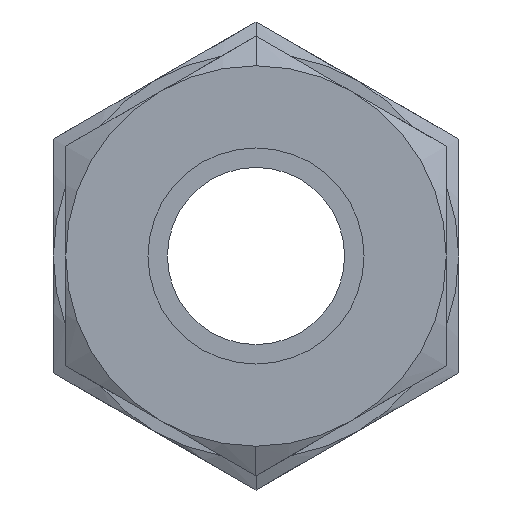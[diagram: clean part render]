
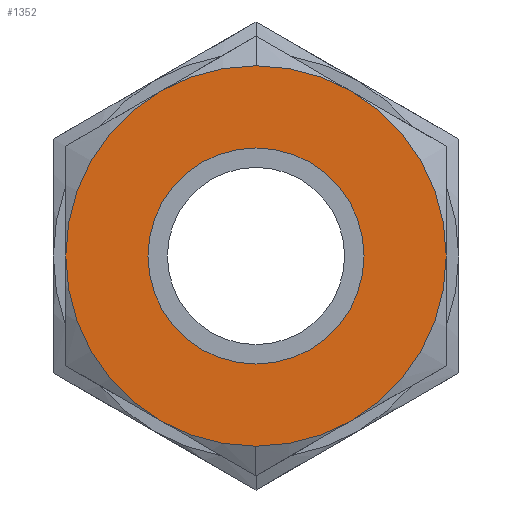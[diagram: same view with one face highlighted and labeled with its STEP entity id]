
A CAD part, left-side view. The second image highlights one B-rep face of the part: STEP entity #1352.
In plain terms, the highlighted planar face has unit normal (-1, 0, 0).
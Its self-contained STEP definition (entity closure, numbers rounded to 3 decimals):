
#1257=CARTESIAN_POINT('POINT77',(0.,0.,
   -6.35));
#1258=VERTEX_POINT('VERTEX77',#1257);
#1265=CARTESIAN_POINT('POINT78',(0.,
   0.,6.35));
#1266=VERTEX_POINT('VERTEX78',#1265);
#1267=CARTESIAN_POINT('POS75',(0.,0.,0.));
#1268=DIRECTION('DIR116',(1.,0.,0.));
#1269=DIRECTION('DIR117',(0.,0.,-1.));
#1270=AXIS2_PLACEMENT_3D('AXIS42',#1267,#1268,#1269);
#1271=CIRCLE('ELLIPSE15',#1270,6.35);
#1272=EDGE_CURVE('EDGE134',#1266,#1258,#1271,.T.);
#1292=EDGE_CURVE('EDGE136',#1258,#1266,#1271,.T.);
#1328=ORIENTED_EDGE('COEDGE273',*,*,#1292,.T.);
#1329=ORIENTED_EDGE('COEDGE274',*,*,#1272,.T.);
#1330=EDGE_LOOP('NONE',(#1328,#1329));
#1331=FACE_BOUND('LOOP1',#1330,.T.);
#1332=CARTESIAN_POINT('POINT81',(0.,0.,
   11.176));
#1333=VERTEX_POINT('VERTEX81',#1332);
#1334=CARTESIAN_POINT('POINT82',(0.,
   0.,-11.176));
#1335=VERTEX_POINT('VERTEX82',#1334);
#1336=CARTESIAN_POINT('POS80',(0.,0.,0.)
   );
#1337=DIRECTION('DIR125',(1.,0.,0.));
#1338=DIRECTION('DIR126',(0.,0.,1.));
#1339=AXIS2_PLACEMENT_3D('AXIS46',#1336,#1337,#1338);
#1340=CIRCLE('ELLIPSE17',#1339,11.176);
#1341=EDGE_CURVE('EDGE139',#1333,#1335,#1340,.T.);
#1342=ORIENTED_EDGE('COEDGE275',*,*,#1341,.F.);
#1343=EDGE_CURVE('EDGE140',#1335,#1333,#1340,.T.);
#1344=ORIENTED_EDGE('COEDGE276',*,*,#1343,.F.);
#1345=EDGE_LOOP('NONE',(#1342,#1344));
#1346=FACE_BOUND('LOOP1',#1345,.T.);
#1347=CARTESIAN_POINT('POS81',(0.,0.,
   5.588));
#1348=DIRECTION('DIR127',(-1.,0.,0.));
#1349=DIRECTION('DIR128',(0.,1.,0.));
#1350=AXIS2_PLACEMENT_3D('AXIS47',#1347,#1348,#1349);
#1351=PLANE('PLANE19',#1350);
#1352=ADVANCED_FACE('FACE65',(#1331,#1346),#1351,.T.);
